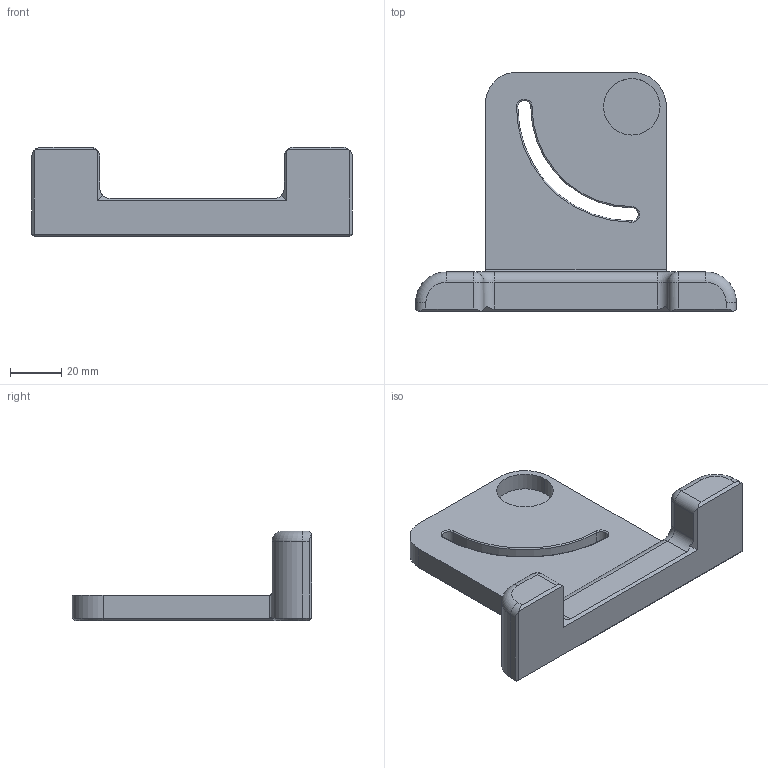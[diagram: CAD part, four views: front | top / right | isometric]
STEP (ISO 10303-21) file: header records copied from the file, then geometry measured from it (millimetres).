
FILE_DESCRIPTION (( 'STEP AP214' ), '1' );
FILE_NAME ('2040 Angle Adjustment 1 .STEP', '2021-04-19T14:11:03', ( '' ), ( '' ), 'SwSTEP 2.0', 'SolidWorks 2019', '' );
FILE_SCHEMA (( 'AUTOMOTIVE_DESIGN' ));
Length unit declared in the file: millimetre
Products named in the file (1): 2040 Angle Adjustment 1 
Bounding box: 125.3 x 93.5 x 35 mm (x, y, z)
Volume: 90615.8 mm3; surface area: 23855.3 mm2
Topology: 1 solids, 1 shells, 271 faces, 644 edges, 400 vertices
Faces by surface type: plane 125, cylinder 69, bspline 59, torus 12, cone 4, sphere 2
Entity records: 11610 total; most frequent: CARTESIAN_POINT 5895, ORIENTED_EDGE 1284, DIRECTION 954, EDGE_CURVE 642, VERTEX_POINT 400, VECTOR 396, LINE 396, EDGE_LOOP 300
